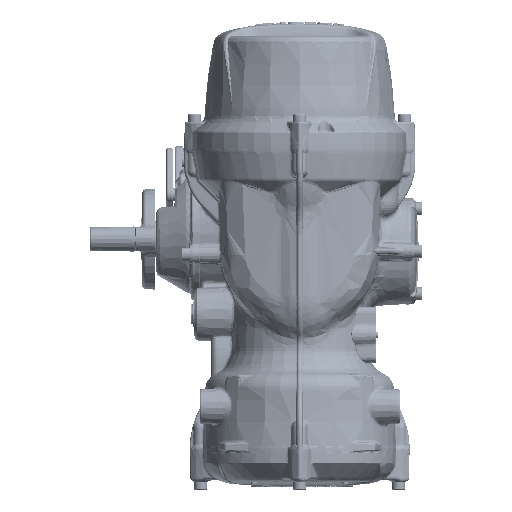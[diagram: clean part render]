
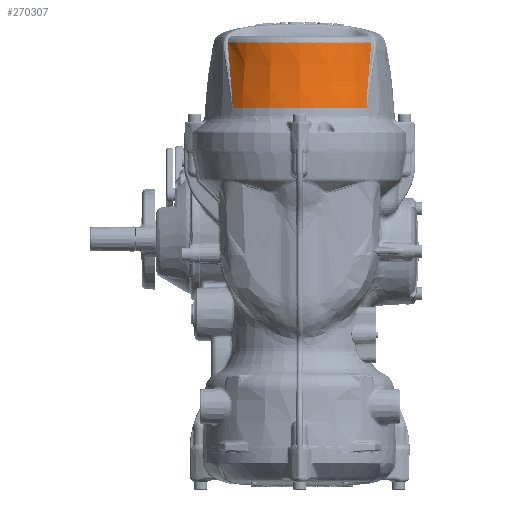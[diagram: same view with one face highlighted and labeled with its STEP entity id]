
A CAD part, top view. The second image highlights one B-rep face of the part: STEP entity #270307.
In plain terms, the highlighted conical face has half-angle 7.419 degrees and reference radius 90.824 mm.
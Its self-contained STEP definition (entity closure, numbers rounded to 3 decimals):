
#5055=CONICAL_SURFACE('',#285295,90.824,0.129);
#11643=CIRCLE('',#285217,82.407);
#11697=CIRCLE('',#285296,90.824);
#75054=ORIENTED_EDGE('',*,*,#111790,.T.);
#75055=ORIENTED_EDGE('',*,*,#112065,.T.);
#75056=ORIENTED_EDGE('',*,*,#112066,.T.);
#75057=ORIENTED_EDGE('',*,*,#112067,.T.);
#111790=EDGE_CURVE('',#132627,#132626,#11643,.F.);
#112065=EDGE_CURVE('',#132626,#132835,#145401,.T.);
#112066=EDGE_CURVE('',#132835,#132836,#11697,.F.);
#112067=EDGE_CURVE('',#132836,#132627,#145402,.T.);
#132626=VERTEX_POINT('',#470886);
#132627=VERTEX_POINT('',#470888);
#132835=VERTEX_POINT('',#475728);
#132836=VERTEX_POINT('',#475730);
#145401=B_SPLINE_CURVE_WITH_KNOTS('',3,(#475704,#475705,#475706,#475707,
#475708,#475709,#475710,#475711,#475712,#475713,#475714,#475715,#475716,
#475717,#475718,#475719,#475720,#475721,#475722,#475723,#475724,#475725,
#475726,#475727),.UNSPECIFIED.,.F.,.F.,(4,1,1,1,1,1,1,1,1,1,1,1,1,1,1,1,
1,1,1,1,1,4),(0.,0.008,0.017,0.025,
0.034,0.038,0.042,0.047,
0.051,0.053,0.055,0.057,
0.059,0.062,0.063,0.064,
0.065,0.066,0.066,0.067,
0.067,0.068),.UNSPECIFIED.);
#145402=B_SPLINE_CURVE_WITH_KNOTS('',3,(#475731,#475732,#475733,#475734,
#475735,#475736,#475737,#475738,#475739,#475740,#475741,#475742,#475743,
#475744,#475745,#475746,#475747,#475748,#475749,#475750,#475751,#475752,
#475753,#475754),.UNSPECIFIED.,.F.,.F.,(4,1,1,1,1,1,1,1,1,1,1,1,1,1,1,1,
1,1,1,1,1,4),(0.,0.001,0.001,0.002,
0.002,0.003,0.004,0.005,
0.006,0.009,0.011,0.013,
0.015,0.017,0.021,0.026,
0.03,0.034,0.043,0.051,
0.06,0.068),.UNSPECIFIED.);
#157288=EDGE_LOOP('',(#75054,#75055,#75056,#75057));
#170468=FACE_BOUND('',#157288,.T.);
#270307=ADVANCED_FACE('',(#170468),#5055,.T.);
#285217=AXIS2_PLACEMENT_3D('',#470887,#320038,#320039);
#285295=AXIS2_PLACEMENT_3D('',#475703,#320225,#320226);
#285296=AXIS2_PLACEMENT_3D('',#475729,#320227,#320228);
#320038=DIRECTION('',(0.,1.,0.));
#320039=DIRECTION('',(-1.,0.,0.));
#320225=DIRECTION('',(0.,-1.,0.));
#320226=DIRECTION('',(1.,0.,0.));
#320227=DIRECTION('',(0.,-1.,0.));
#320228=DIRECTION('',(1.,0.,0.));
#470886=CARTESIAN_POINT('',(-70.895,221.133,42.009));
#470887=CARTESIAN_POINT('',(0.,221.133,0.));
#470888=CARTESIAN_POINT('',(70.895,221.133,42.009));
#475703=CARTESIAN_POINT('',(0.,156.5,0.));
#475704=CARTESIAN_POINT('',(-70.895,221.133,42.009));
#475705=CARTESIAN_POINT('',(-70.6,218.559,43.165));
#475706=CARTESIAN_POINT('',(-70.244,213.228,45.051));
#475707=CARTESIAN_POINT('',(-69.625,205.236,47.867));
#475708=CARTESIAN_POINT('',(-68.978,197.211,50.578));
#475709=CARTESIAN_POINT('',(-68.418,190.502,52.768));
#475710=CARTESIAN_POINT('',(-67.967,185.119,54.468));
#475711=CARTESIAN_POINT('',(-67.632,181.072,55.717));
#475712=CARTESIAN_POINT('',(-67.303,177.015,56.935));
#475713=CARTESIAN_POINT('',(-67.04,173.624,57.919));
#475714=CARTESIAN_POINT('',(-66.842,170.904,58.685));
#475715=CARTESIAN_POINT('',(-66.702,168.86,59.246));
#475716=CARTESIAN_POINT('',(-66.573,166.811,59.791));
#475717=CARTESIAN_POINT('',(-66.459,164.755,60.316));
#475718=CARTESIAN_POINT('',(-66.383,163.036,60.732));
#475719=CARTESIAN_POINT('',(-66.34,161.656,61.044));
#475720=CARTESIAN_POINT('',(-66.32,160.616,61.266));
#475721=CARTESIAN_POINT('',(-66.317,159.574,61.469));
#475722=CARTESIAN_POINT('',(-66.336,158.701,61.616));
#475723=CARTESIAN_POINT('',(-66.376,158.,61.707));
#475724=CARTESIAN_POINT('',(-66.425,157.469,61.756));
#475725=CARTESIAN_POINT('',(-66.508,156.957,61.764));
#475726=CARTESIAN_POINT('',(-66.621,156.582,61.714));
#475727=CARTESIAN_POINT('',(-66.738,156.5,61.604));
#475728=CARTESIAN_POINT('',(-66.738,156.5,61.604));
#475729=CARTESIAN_POINT('',(0.,156.5,0.));
#475730=CARTESIAN_POINT('',(66.738,156.5,61.604));
#475731=CARTESIAN_POINT('',(66.738,156.5,61.604));
#475732=CARTESIAN_POINT('',(66.621,156.582,61.714));
#475733=CARTESIAN_POINT('',(66.508,156.957,61.764));
#475734=CARTESIAN_POINT('',(66.425,157.469,61.756));
#475735=CARTESIAN_POINT('',(66.376,158.,61.707));
#475736=CARTESIAN_POINT('',(66.336,158.701,61.616));
#475737=CARTESIAN_POINT('',(66.317,159.574,61.469));
#475738=CARTESIAN_POINT('',(66.32,160.616,61.266));
#475739=CARTESIAN_POINT('',(66.34,161.656,61.044));
#475740=CARTESIAN_POINT('',(66.383,163.036,60.732));
#475741=CARTESIAN_POINT('',(66.459,164.755,60.316));
#475742=CARTESIAN_POINT('',(66.573,166.811,59.791));
#475743=CARTESIAN_POINT('',(66.702,168.86,59.246));
#475744=CARTESIAN_POINT('',(66.842,170.904,58.685));
#475745=CARTESIAN_POINT('',(67.04,173.624,57.919));
#475746=CARTESIAN_POINT('',(67.303,177.015,56.935));
#475747=CARTESIAN_POINT('',(67.632,181.072,55.717));
#475748=CARTESIAN_POINT('',(67.967,185.119,54.468));
#475749=CARTESIAN_POINT('',(68.418,190.502,52.768));
#475750=CARTESIAN_POINT('',(68.978,197.211,50.578));
#475751=CARTESIAN_POINT('',(69.625,205.236,47.867));
#475752=CARTESIAN_POINT('',(70.244,213.228,45.051));
#475753=CARTESIAN_POINT('',(70.6,218.559,43.165));
#475754=CARTESIAN_POINT('',(70.895,221.133,42.009));
